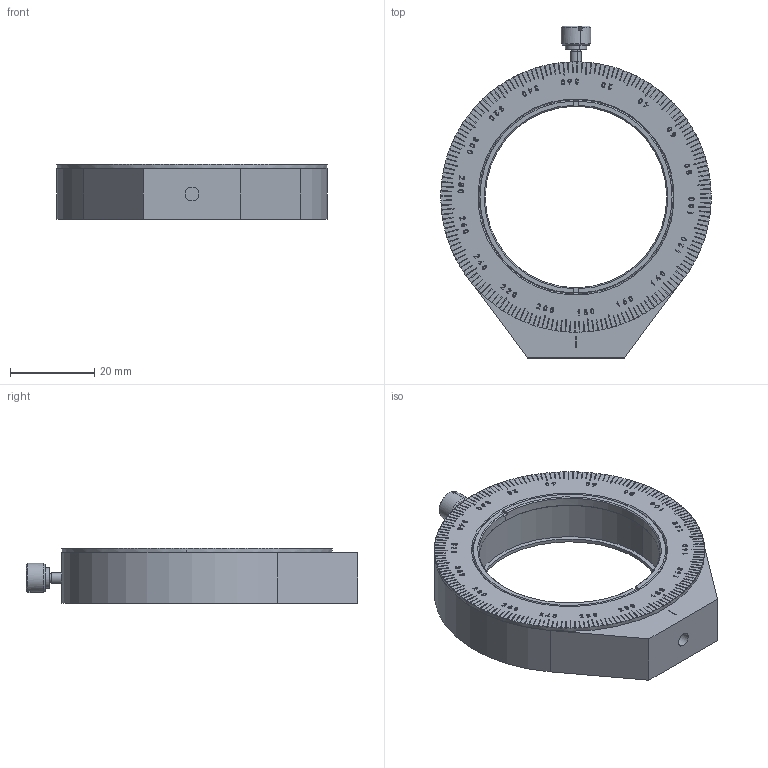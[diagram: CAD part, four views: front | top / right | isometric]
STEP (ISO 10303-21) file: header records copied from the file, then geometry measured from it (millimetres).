
FILE_DESCRIPTION (( 'STEP AP203' ), '1' );
FILE_NAME ('1.3.4.17_ZZX-D45_φ45mm旋转透镜安装座，带M46x0.5内螺纹，带卡环，M6螺孔，A.STEP', '2024-04-13T08:40:57', ( '' ), ( '' ), 'SwSTEP 2.0', 'SolidWorks 2021', '' );
FILE_SCHEMA (( 'CONFIG_CONTROL_DESIGN' ));
Length unit declared in the file: millimetre
Products named in the file (5): 1.3.4.17.2_φ45mm旋转透镜安装座刻度盘，带M46x0.5内螺纹，A; 珨极宒忒禳蹟佪_30.13.2.2.5-SNTY-M2.5x7.5-0713; 1.3.4.17_ZZX-D45_φ45mm旋转透镜安装座，带M46x0.5内螺纹，带卡环，M6螺孔，A; ZFK透镜卡环压圈_1.8.5.17-ZFK-K45; 1.3.4.17.1_φ45mm旋转透镜安装座镜架，M4螺孔，A
Assembly tree (4 placements, depth 2):
  1.3.4.17_ZZX-D45_φ45mm旋转透镜安装座，带M46x0.5内螺纹，带卡环，M6螺孔，A
    1.3.4.17.1_φ45mm旋转透镜安装座镜架，M4螺孔，A
    1.3.4.17.2_φ45mm旋转透镜安装座刻度盘，带M46x0.5内螺纹，A
    ZFK透镜卡环压圈_1.8.5.17-ZFK-K45
    珨极宒忒禳蹟佪_30.13.2.2.5-SNTY-M2.5x7.5-0713
Bounding box: 64 x 78.6 x 13.05 mm (x, y, z)
Volume: 23416.8 mm3; surface area: 15979.1 mm2
Topology: 4 solids, 4 shells, 1222 faces, 3347 edges, 2226 vertices
Faces by surface type: plane 991, bspline 174, cylinder 35, cone 22
Entity records: 63358 total; most frequent: CARTESIAN_POINT 32552, ORIENTED_EDGE 6694, DIRECTION 5551, EDGE_CURVE 3347, LINE 2521, VECTOR 2521, VERTEX_POINT 2226, AXIS2_PLACEMENT_3D 1515
